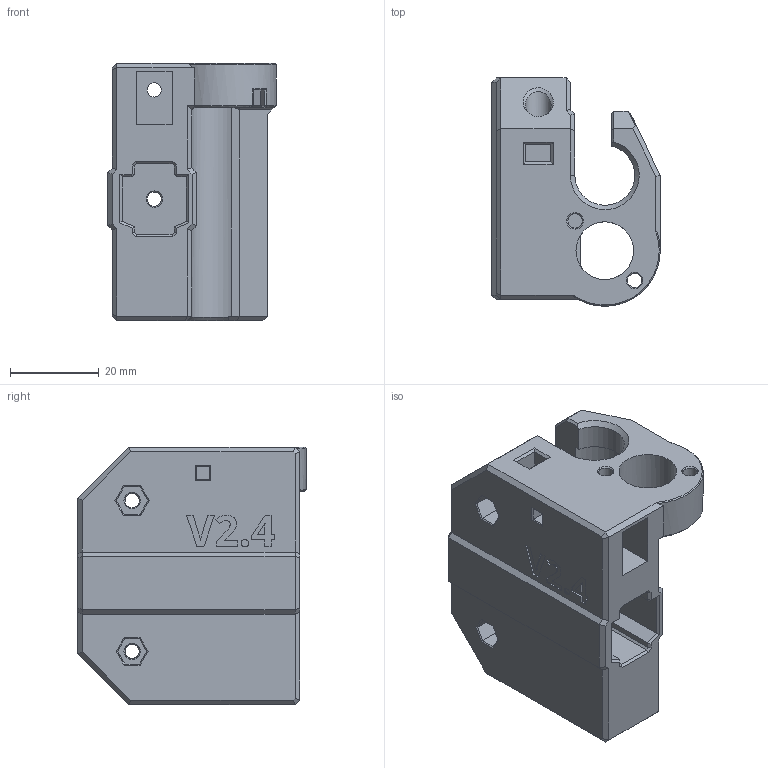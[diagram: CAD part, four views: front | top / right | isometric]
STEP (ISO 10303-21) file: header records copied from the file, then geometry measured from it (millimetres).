
FILE_DESCRIPTION(/* description */ ('STEP AP242','CAx-IF Rec.Pracs.---Representation and Presentation of Product Manufacturing Information (PMI)---4.0---2014-10-13','CAx-IF Rec.Pracs.---3D Tessellated Geometry---0.4---2014-09-14','2;1'),/* implementation_level */ '2;1');
FILE_NAME(/* name */ '62ddbf362ceff16b57d549db',/* time_stamp */ '2022-07-24T21:52:55+00:00',/* author */ (''),/* organization */ (''),/* preprocessor_version */ 'ST-DEVELOPER v18.102',/* originating_system */ ' ',/* authorisation */ ' ');
FILE_SCHEMA (('AP242_MANAGED_MODEL_BASED_3D_ENGINEERING_MIM_LF { 1 0 10303 442 1 1 4 }'));
Length unit declared in the file: metre
Products named in the file (1): x-idler-zaribo-pulley
Bounding box: 38 x 51.5 x 58 mm (x, y, z)
Volume: 47056.9 mm3; surface area: 19430.5 mm2
Topology: 1 solids, 3 shells, 347 faces, 900 edges, 571 vertices
Faces by surface type: plane 261, bspline 35, cone 26, cylinder 25
Full cylindrical faces by diameter (mm): 3.2 x10, 3.7 x1, 5.8 x3, 7.2 x1, 13.02 x1
Entity records: 10719 total; most frequent: CARTESIAN_POINT 2667, ORIENTED_EDGE 1696, DIRECTION 1481, EDGE_CURVE 848, LINE 657, VECTOR 657, VERTEX_POINT 555, EDGE_LOOP 417
